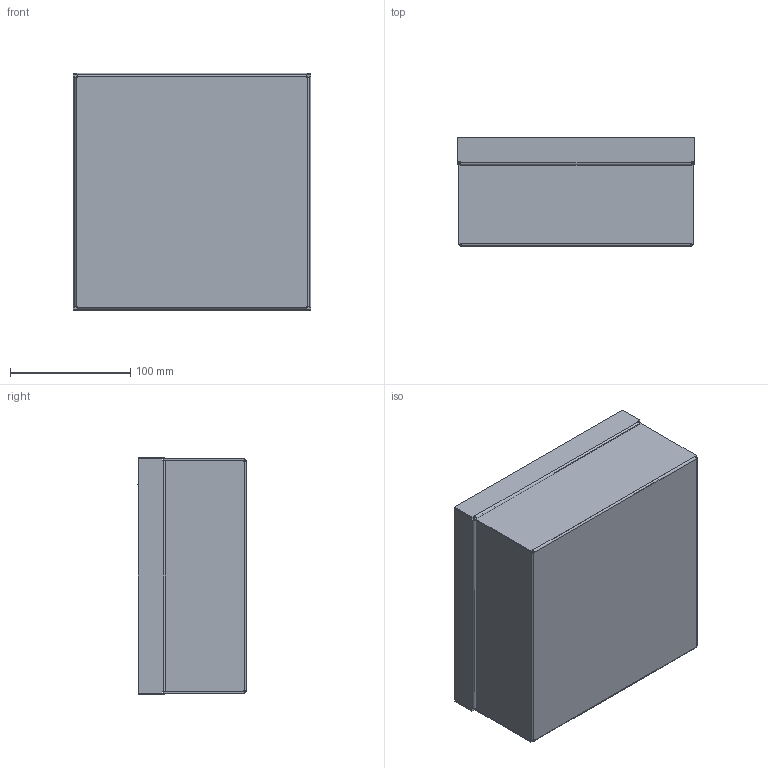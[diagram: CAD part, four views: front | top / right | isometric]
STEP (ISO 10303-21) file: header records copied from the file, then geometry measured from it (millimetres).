
FILE_DESCRIPTION (( 'STEP AP214' ), '1' );
FILE_NAME ('7427248_KSTP1.stp', '2016-07-19T09:06:51', ( '' ), ( '' ), 'SwSTEP 2.0', 'SolidWorks 2014', '' );
FILE_SCHEMA (( 'AUTOMOTIVE_DESIGN' ));
Length unit declared in the file: millimetre
Products named in the file (10): 046259_Standard; 051726_39414508T1_VA; 7427248_KSTP1; 051725_Standard; 051759_Standard; 046359_Standard; 036167_Standard; 046279_Standard; 051724_Standard; 051723_VA
Assembly tree (9 placements, depth 4):
  7427248_KSTP1
    051759_Standard
      051726_39414508T1_VA
    051724_Standard
      051723_VA
      046259_Standard
      046359_Standard
        046279_Standard
        036167_Standard
    051725_Standard
Bounding box: 198 x 90.05 x 198 mm (x, y, z)
Volume: 330010.8 mm3; surface area: 444533.8 mm2
Topology: 6 solids, 6 shells, 307 faces, 735 edges, 438 vertices
Faces by surface type: plane 250, cylinder 53, torus 4
Entity records: 8998 total; most frequent: CARTESIAN_POINT 1495, DIRECTION 1489, ORIENTED_EDGE 1470, EDGE_CURVE 735, LINE 625, VECTOR 625, VERTEX_POINT 438, AXIS2_PLACEMENT_3D 432
